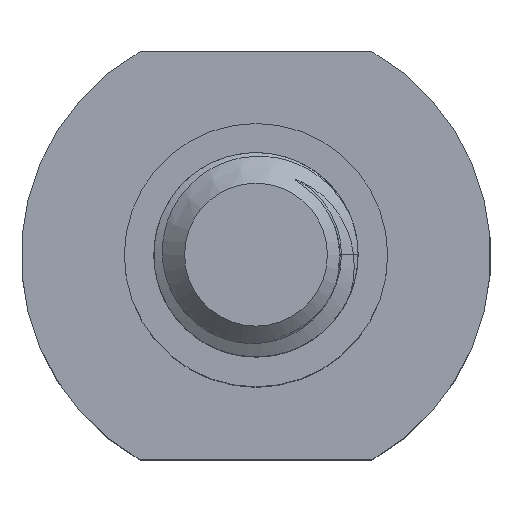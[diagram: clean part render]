
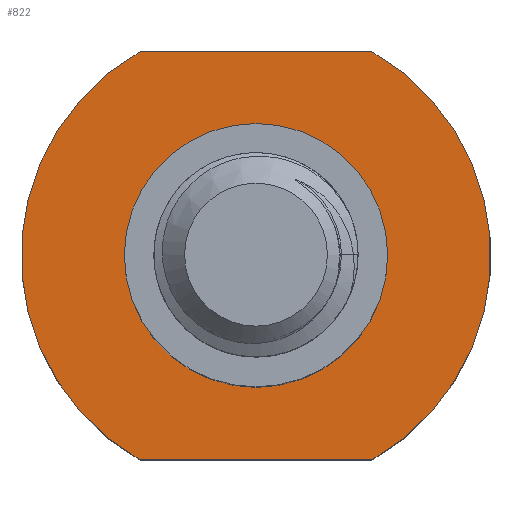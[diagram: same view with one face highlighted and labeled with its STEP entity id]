
A CAD part, top view. The second image highlights one B-rep face of the part: STEP entity #822.
In plain terms, the highlighted planar face has unit normal (0, 0, 1).
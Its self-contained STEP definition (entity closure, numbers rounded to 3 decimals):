
#22 = VERTEX_POINT('',#23);
#23 = CARTESIAN_POINT('',(5.679,-10.,16.));
#32 = CYLINDRICAL_SURFACE('',#33,11.5);
#33 = AXIS2_PLACEMENT_3D('',#34,#35,#36);
#34 = CARTESIAN_POINT('',(0.,0.,16.));
#35 = DIRECTION('',(0.,0.,-1.));
#36 = DIRECTION('',(0.,-1.,0.));
#43 = PLANE('',#44);
#44 = AXIS2_PLACEMENT_3D('',#45,#46,#47);
#45 = CARTESIAN_POINT('',(12.851,-10.,0.));
#46 = DIRECTION('',(0.,-1.,0.));
#47 = DIRECTION('',(-1.,0.,0.));
#54 = EDGE_CURVE('',#22,#55,#57,.T.);
#55 = VERTEX_POINT('',#56);
#56 = CARTESIAN_POINT('',(5.679,10.,16.));
#57 = SURFACE_CURVE('',#58,(#63,#70),.PCURVE_S1.);
#58 = CIRCLE('',#59,11.5);
#59 = AXIS2_PLACEMENT_3D('',#60,#61,#62);
#60 = CARTESIAN_POINT('',(0.,0.,16.));
#61 = DIRECTION('',(0.,0.,1.));
#62 = DIRECTION('',(0.,-1.,0.));
#63 = PCURVE('',#32,#64);
#64 = DEFINITIONAL_REPRESENTATION('',(#65),#69);
#65 = LINE('',#66,#67);
#66 = CARTESIAN_POINT('',(-0.,0.));
#67 = VECTOR('',#68,1.);
#68 = DIRECTION('',(-1.,0.));
#69 = ( GEOMETRIC_REPRESENTATION_CONTEXT(2) 
PARAMETRIC_REPRESENTATION_CONTEXT() REPRESENTATION_CONTEXT('2D SPACE',''
  ) );
#70 = PCURVE('',#71,#76);
#71 = PLANE('',#72);
#72 = AXIS2_PLACEMENT_3D('',#73,#74,#75);
#73 = CARTESIAN_POINT('',(0.,0.,16.));
#74 = DIRECTION('',(0.,0.,-1.));
#75 = DIRECTION('',(0.,1.,0.));
#76 = DEFINITIONAL_REPRESENTATION('',(#77),#85);
#77 = ( BOUNDED_CURVE() B_SPLINE_CURVE(2,(#78,#79,#80,#81,#82,#83,#84),
.UNSPECIFIED.,.T.,.F.) B_SPLINE_CURVE_WITH_KNOTS((1,2,2,2,2,1),(
    -2.094,0.,2.094,4.189,6.283,
8.378),.UNSPECIFIED.) CURVE() GEOMETRIC_REPRESENTATION_ITEM() 
RATIONAL_B_SPLINE_CURVE((1.,0.5,1.,0.5,1.,0.5,1.)) REPRESENTATION_ITEM(
  '') );
#78 = CARTESIAN_POINT('',(-11.5,0.));
#79 = CARTESIAN_POINT('',(-11.5,19.919));
#80 = CARTESIAN_POINT('',(5.75,9.959));
#81 = CARTESIAN_POINT('',(23.,0.));
#82 = CARTESIAN_POINT('',(5.75,-9.959));
#83 = CARTESIAN_POINT('',(-11.5,-19.919));
#84 = CARTESIAN_POINT('',(-11.5,0.));
#85 = ( GEOMETRIC_REPRESENTATION_CONTEXT(2) 
PARAMETRIC_REPRESENTATION_CONTEXT() REPRESENTATION_CONTEXT('2D SPACE',''
  ) );
#102 = PLANE('',#103);
#103 = AXIS2_PLACEMENT_3D('',#104,#105,#106);
#104 = CARTESIAN_POINT('',(-12.851,10.,0.));
#105 = DIRECTION('',(0.,1.,0.));
#106 = DIRECTION('',(1.,0.,0.));
#171 = EDGE_CURVE('',#172,#22,#174,.T.);
#172 = VERTEX_POINT('',#173);
#173 = CARTESIAN_POINT('',(-5.679,-10.,16.));
#174 = SURFACE_CURVE('',#175,(#179,#185),.PCURVE_S1.);
#175 = LINE('',#176,#177);
#176 = CARTESIAN_POINT('',(6.426,-10.,16.));
#177 = VECTOR('',#178,1.);
#178 = DIRECTION('',(1.,0.,0.));
#179 = PCURVE('',#43,#180);
#180 = DEFINITIONAL_REPRESENTATION('',(#181),#184);
#181 = B_SPLINE_CURVE_WITH_KNOTS('',1,(#182,#183),.UNSPECIFIED.,.F.,.F.,
  (2,2),(-17.926,5.074),.PIECEWISE_BEZIER_KNOTS.);
#182 = CARTESIAN_POINT('',(24.351,-16.));
#183 = CARTESIAN_POINT('',(1.351,-16.));
#184 = ( GEOMETRIC_REPRESENTATION_CONTEXT(2) 
PARAMETRIC_REPRESENTATION_CONTEXT() REPRESENTATION_CONTEXT('2D SPACE',''
  ) );
#185 = PCURVE('',#71,#186);
#186 = DEFINITIONAL_REPRESENTATION('',(#187),#190);
#187 = B_SPLINE_CURVE_WITH_KNOTS('',1,(#188,#189),.UNSPECIFIED.,.F.,.F.,
  (2,2),(-17.926,5.074),.PIECEWISE_BEZIER_KNOTS.);
#188 = CARTESIAN_POINT('',(-10.,-11.5));
#189 = CARTESIAN_POINT('',(-10.,11.5));
#190 = ( GEOMETRIC_REPRESENTATION_CONTEXT(2) 
PARAMETRIC_REPRESENTATION_CONTEXT() REPRESENTATION_CONTEXT('2D SPACE',''
  ) );
#205 = CYLINDRICAL_SURFACE('',#206,11.5);
#206 = AXIS2_PLACEMENT_3D('',#207,#208,#209);
#207 = CARTESIAN_POINT('',(0.,0.,16.));
#208 = DIRECTION('',(0.,0.,-1.));
#209 = DIRECTION('',(0.,-1.,0.));
#783 = VERTEX_POINT('',#784);
#784 = CARTESIAN_POINT('',(-5.679,10.,16.));
#803 = EDGE_CURVE('',#55,#783,#804,.T.);
#804 = SURFACE_CURVE('',#805,(#809,#815),.PCURVE_S1.);
#805 = LINE('',#806,#807);
#806 = CARTESIAN_POINT('',(-6.426,10.,16.));
#807 = VECTOR('',#808,1.);
#808 = DIRECTION('',(-1.,0.,0.));
#809 = PCURVE('',#102,#810);
#810 = DEFINITIONAL_REPRESENTATION('',(#811),#814);
#811 = B_SPLINE_CURVE_WITH_KNOTS('',1,(#812,#813),.UNSPECIFIED.,.F.,.F.,
  (2,2),(-17.926,5.074),.PIECEWISE_BEZIER_KNOTS.);
#812 = CARTESIAN_POINT('',(24.351,-16.));
#813 = CARTESIAN_POINT('',(1.351,-16.));
#814 = ( GEOMETRIC_REPRESENTATION_CONTEXT(2) 
PARAMETRIC_REPRESENTATION_CONTEXT() REPRESENTATION_CONTEXT('2D SPACE',''
  ) );
#815 = PCURVE('',#71,#816);
#816 = DEFINITIONAL_REPRESENTATION('',(#817),#820);
#817 = B_SPLINE_CURVE_WITH_KNOTS('',1,(#818,#819),.UNSPECIFIED.,.F.,.F.,
  (2,2),(-17.926,5.074),.PIECEWISE_BEZIER_KNOTS.);
#818 = CARTESIAN_POINT('',(10.,11.5));
#819 = CARTESIAN_POINT('',(10.,-11.5));
#820 = ( GEOMETRIC_REPRESENTATION_CONTEXT(2) 
PARAMETRIC_REPRESENTATION_CONTEXT() REPRESENTATION_CONTEXT('2D SPACE',''
  ) );
#822 = ADVANCED_FACE('',(#823,#854),#71,.F.);
#823 = FACE_BOUND('',#824,.T.);
#824 = EDGE_LOOP('',(#825,#826,#827,#828));
#825 = ORIENTED_EDGE('',*,*,#171,.T.);
#826 = ORIENTED_EDGE('',*,*,#54,.T.);
#827 = ORIENTED_EDGE('',*,*,#803,.T.);
#828 = ORIENTED_EDGE('',*,*,#829,.T.);
#829 = EDGE_CURVE('',#783,#172,#830,.T.);
#830 = SURFACE_CURVE('',#831,(#836,#847),.PCURVE_S1.);
#831 = CIRCLE('',#832,11.5);
#832 = AXIS2_PLACEMENT_3D('',#833,#834,#835);
#833 = CARTESIAN_POINT('',(0.,0.,16.));
#834 = DIRECTION('',(0.,0.,1.));
#835 = DIRECTION('',(0.,-1.,0.));
#836 = PCURVE('',#71,#837);
#837 = DEFINITIONAL_REPRESENTATION('',(#838),#846);
#838 = ( BOUNDED_CURVE() B_SPLINE_CURVE(2,(#839,#840,#841,#842,#843,#844
,#845),.UNSPECIFIED.,.T.,.F.) B_SPLINE_CURVE_WITH_KNOTS((1,2,2,2,2,1),(
    -2.094,0.,2.094,4.189,6.283,
8.378),.UNSPECIFIED.) CURVE() GEOMETRIC_REPRESENTATION_ITEM() 
RATIONAL_B_SPLINE_CURVE((1.,0.5,1.,0.5,1.,0.5,1.)) REPRESENTATION_ITEM(
  '') );
#839 = CARTESIAN_POINT('',(-11.5,0.));
#840 = CARTESIAN_POINT('',(-11.5,19.919));
#841 = CARTESIAN_POINT('',(5.75,9.959));
#842 = CARTESIAN_POINT('',(23.,0.));
#843 = CARTESIAN_POINT('',(5.75,-9.959));
#844 = CARTESIAN_POINT('',(-11.5,-19.919));
#845 = CARTESIAN_POINT('',(-11.5,0.));
#846 = ( GEOMETRIC_REPRESENTATION_CONTEXT(2) 
PARAMETRIC_REPRESENTATION_CONTEXT() REPRESENTATION_CONTEXT('2D SPACE',''
  ) );
#847 = PCURVE('',#205,#848);
#848 = DEFINITIONAL_REPRESENTATION('',(#849),#853);
#849 = LINE('',#850,#851);
#850 = CARTESIAN_POINT('',(-0.,0.));
#851 = VECTOR('',#852,1.);
#852 = DIRECTION('',(-1.,0.));
#853 = ( GEOMETRIC_REPRESENTATION_CONTEXT(2) 
PARAMETRIC_REPRESENTATION_CONTEXT() REPRESENTATION_CONTEXT('2D SPACE',''
  ) );
#854 = FACE_BOUND('',#855,.T.);
#855 = EDGE_LOOP('',(#856));
#856 = ORIENTED_EDGE('',*,*,#857,.F.);
#857 = EDGE_CURVE('',#858,#858,#860,.T.);
#858 = VERTEX_POINT('',#859);
#859 = CARTESIAN_POINT('',(0.,-6.45,16.));
#860 = SURFACE_CURVE('',#861,(#866,#877),.PCURVE_S1.);
#861 = CIRCLE('',#862,6.45);
#862 = AXIS2_PLACEMENT_3D('',#863,#864,#865);
#863 = CARTESIAN_POINT('',(0.,0.,16.));
#864 = DIRECTION('',(0.,0.,1.));
#865 = DIRECTION('',(0.,-1.,0.));
#866 = PCURVE('',#71,#867);
#867 = DEFINITIONAL_REPRESENTATION('',(#868),#876);
#868 = ( BOUNDED_CURVE() B_SPLINE_CURVE(2,(#869,#870,#871,#872,#873,#874
,#875),.UNSPECIFIED.,.T.,.F.) B_SPLINE_CURVE_WITH_KNOTS((1,2,2,2,2,1),(
    -2.094,0.,2.094,4.189,6.283,
8.378),.UNSPECIFIED.) CURVE() GEOMETRIC_REPRESENTATION_ITEM() 
RATIONAL_B_SPLINE_CURVE((1.,0.5,1.,0.5,1.,0.5,1.)) REPRESENTATION_ITEM(
  '') );
#869 = CARTESIAN_POINT('',(-6.45,0.));
#870 = CARTESIAN_POINT('',(-6.45,11.172));
#871 = CARTESIAN_POINT('',(3.225,5.586));
#872 = CARTESIAN_POINT('',(12.9,0.));
#873 = CARTESIAN_POINT('',(3.225,-5.586));
#874 = CARTESIAN_POINT('',(-6.45,-11.172));
#875 = CARTESIAN_POINT('',(-6.45,0.));
#876 = ( GEOMETRIC_REPRESENTATION_CONTEXT(2) 
PARAMETRIC_REPRESENTATION_CONTEXT() REPRESENTATION_CONTEXT('2D SPACE',''
  ) );
#877 = PCURVE('',#878,#883);
#878 = CYLINDRICAL_SURFACE('',#879,6.45);
#879 = AXIS2_PLACEMENT_3D('',#880,#881,#882);
#880 = CARTESIAN_POINT('',(0.,0.,16.));
#881 = DIRECTION('',(0.,0.,1.));
#882 = DIRECTION('',(0.,-1.,0.));
#883 = DEFINITIONAL_REPRESENTATION('',(#884),#888);
#884 = LINE('',#885,#886);
#885 = CARTESIAN_POINT('',(0.,0.));
#886 = VECTOR('',#887,1.);
#887 = DIRECTION('',(1.,0.));
#888 = ( GEOMETRIC_REPRESENTATION_CONTEXT(2) 
PARAMETRIC_REPRESENTATION_CONTEXT() REPRESENTATION_CONTEXT('2D SPACE',''
  ) );
